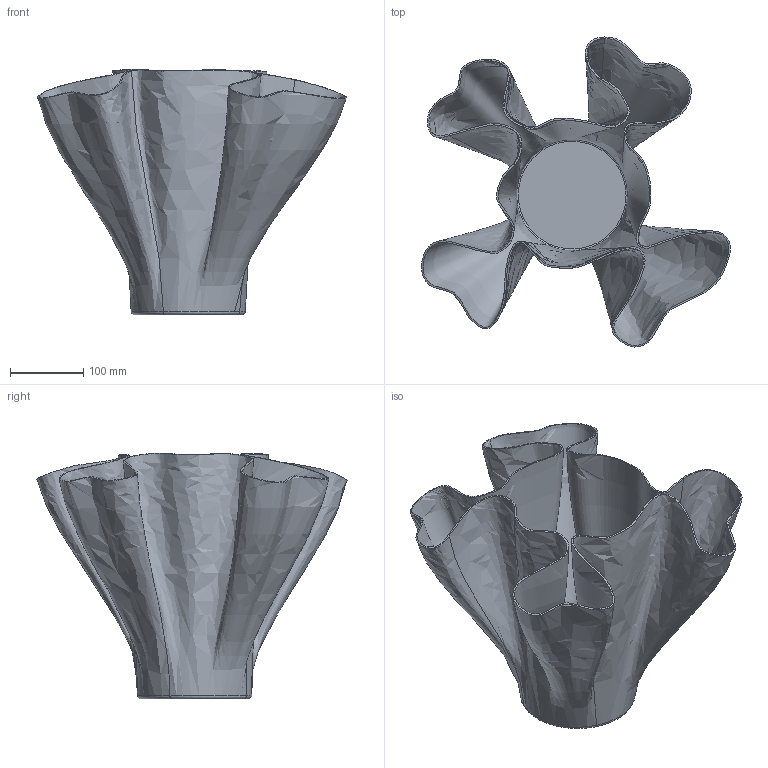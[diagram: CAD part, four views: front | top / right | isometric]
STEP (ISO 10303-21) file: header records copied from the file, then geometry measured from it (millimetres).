
FILE_DESCRIPTION(/* description */ (''),/* implementation_level */ '2;1');
FILE_NAME(/* name */ 'COMPLEMENTI D''F2920VA100xx20.stp',/* time_stamp */ '2020-02-06T11:33:45+01:00',/* author */ ('sghezzi'),/* organization */ (''),/* preprocessor_version */ 'ST-DEVELOPER v17.2',/* originating_system */ 'Autodesk Inventor 2019',/* authorisation */ '');
FILE_SCHEMA (('AUTOMOTIVE_DESIGN { 1 0 10303 214 3 1 1 }'));
Products named in the file (1): cartoccio1
Bounding box: 421.72 x 423.43 x 335.58 mm (x, y, z)
Volume: 2084024.7 mm3; surface area: 952203.7 mm2
Topology: 1 solids, 1 shells, 29 faces, 73 edges, 43 vertices
Faces by surface type: bspline 16, cylinder 10, plane 2, sphere 1
Entity records: 44975 total; most frequent: CARTESIAN_POINT 44423, ORIENTED_EDGE 140, EDGE_CURVE 70, DIRECTION 49, VERTEX_POINT 43, STYLED_ITEM 30, FACE_OUTER_BOUND 29, EDGE_LOOP 29
